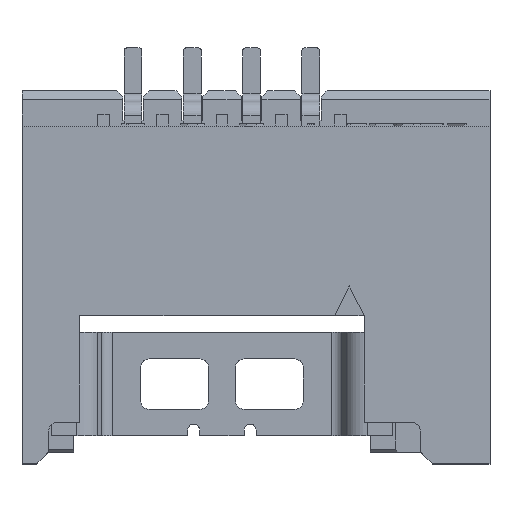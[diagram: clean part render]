
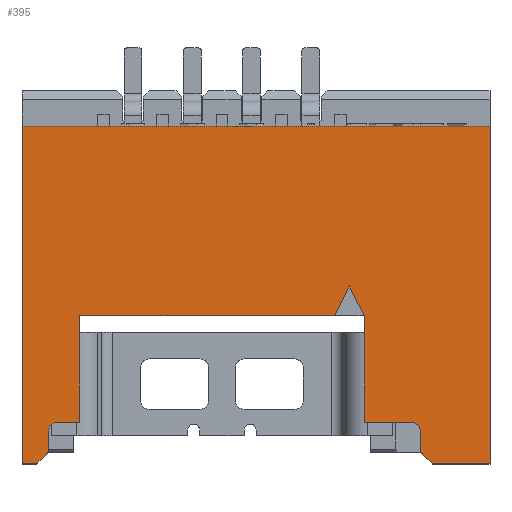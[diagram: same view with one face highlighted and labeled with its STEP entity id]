
A CAD part, top view. The second image highlights one B-rep face of the part: STEP entity #395.
In plain terms, the highlighted planar face has unit normal (0, 0, 1).
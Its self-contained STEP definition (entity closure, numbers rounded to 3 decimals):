
#250=CIRCLE('',#10189,0.3);
#251=CIRCLE('',#10190,0.3);
#395=ADVANCED_FACE('',(#1367),#891,.T.);
#891=PLANE('',#10191);
#1367=FACE_OUTER_BOUND('',#1894,.T.);
#1894=EDGE_LOOP('',(#3046,#3047,#3048,#3049,#3050,#3051,#3052,#3053,#3054,
#3055,#3056,#3057,#3058,#3059,#3060,#3061,#3062,#3063));
#3046=ORIENTED_EDGE('',*,*,#6569,.F.);
#3047=ORIENTED_EDGE('',*,*,#6570,.T.);
#3048=ORIENTED_EDGE('',*,*,#6571,.T.);
#3049=ORIENTED_EDGE('',*,*,#6572,.T.);
#3050=ORIENTED_EDGE('',*,*,#6573,.T.);
#3051=ORIENTED_EDGE('',*,*,#6574,.T.);
#3052=ORIENTED_EDGE('',*,*,#6575,.F.);
#3053=ORIENTED_EDGE('',*,*,#6576,.F.);
#3054=ORIENTED_EDGE('',*,*,#6291,.F.);
#3055=ORIENTED_EDGE('',*,*,#6577,.F.);
#3056=ORIENTED_EDGE('',*,*,#6568,.F.);
#3057=ORIENTED_EDGE('',*,*,#6578,.T.);
#3058=ORIENTED_EDGE('',*,*,#6579,.T.);
#3059=ORIENTED_EDGE('',*,*,#6580,.T.);
#3060=ORIENTED_EDGE('',*,*,#6581,.T.);
#3061=ORIENTED_EDGE('',*,*,#6582,.T.);
#3062=ORIENTED_EDGE('',*,*,#6583,.T.);
#3063=ORIENTED_EDGE('',*,*,#6584,.F.);
#5310=VERTEX_POINT('',#13656);
#5311=VERTEX_POINT('',#13658);
#5565=VERTEX_POINT('',#14284);
#5567=VERTEX_POINT('',#14288);
#5568=VERTEX_POINT('',#14292);
#5569=VERTEX_POINT('',#14293);
#5570=VERTEX_POINT('',#14295);
#5571=VERTEX_POINT('',#14297);
#5572=VERTEX_POINT('',#14299);
#5573=VERTEX_POINT('',#14301);
#5574=VERTEX_POINT('',#14303);
#5575=VERTEX_POINT('',#14305);
#5576=VERTEX_POINT('',#14309);
#5577=VERTEX_POINT('',#14311);
#5578=VERTEX_POINT('',#14313);
#5579=VERTEX_POINT('',#14315);
#5580=VERTEX_POINT('',#14317);
#5581=VERTEX_POINT('',#14319);
#6291=EDGE_CURVE('',#5310,#5311,#7661,.T.);
#6568=EDGE_CURVE('',#5567,#5565,#7931,.T.);
#6569=EDGE_CURVE('',#5568,#5569,#7932,.T.);
#6570=EDGE_CURVE('',#5568,#5570,#7933,.T.);
#6571=EDGE_CURVE('',#5570,#5571,#7934,.T.);
#6572=EDGE_CURVE('',#5571,#5572,#250,.T.);
#6573=EDGE_CURVE('',#5572,#5573,#7935,.T.);
#6574=EDGE_CURVE('',#5573,#5574,#7936,.T.);
#6575=EDGE_CURVE('',#5575,#5574,#7937,.T.);
#6576=EDGE_CURVE('',#5311,#5575,#7938,.T.);
#6577=EDGE_CURVE('',#5565,#5310,#7939,.T.);
#6578=EDGE_CURVE('',#5567,#5576,#7940,.T.);
#6579=EDGE_CURVE('',#5576,#5577,#7941,.T.);
#6580=EDGE_CURVE('',#5577,#5578,#251,.T.);
#6581=EDGE_CURVE('',#5578,#5579,#7942,.T.);
#6582=EDGE_CURVE('',#5579,#5580,#7943,.T.);
#6583=EDGE_CURVE('',#5580,#5581,#7944,.T.);
#6584=EDGE_CURVE('',#5569,#5581,#7945,.T.);
#7661=LINE('',#13657,#8956);
#7931=LINE('',#14289,#9226);
#7932=LINE('',#14291,#9227);
#7933=LINE('',#14294,#9228);
#7934=LINE('',#14296,#9229);
#7935=LINE('',#14300,#9230);
#7936=LINE('',#14302,#9231);
#7937=LINE('',#14304,#9232);
#7938=LINE('',#14306,#9233);
#7939=LINE('',#14307,#9234);
#7940=LINE('',#14308,#9235);
#7941=LINE('',#14310,#9236);
#7942=LINE('',#14314,#9237);
#7943=LINE('',#14316,#9238);
#7944=LINE('',#14318,#9239);
#7945=LINE('',#14320,#9240);
#8956=VECTOR('',#11073,1.);
#9226=VECTOR('',#11391,1.);
#9227=VECTOR('',#11394,1.);
#9228=VECTOR('',#11395,1.);
#9229=VECTOR('',#11396,1.);
#9230=VECTOR('',#11399,1.);
#9231=VECTOR('',#11400,1.);
#9232=VECTOR('',#11401,1.);
#9233=VECTOR('',#11402,1.);
#9234=VECTOR('',#11403,1.);
#9235=VECTOR('',#11404,1.);
#9236=VECTOR('',#11405,1.);
#9237=VECTOR('',#11408,1.);
#9238=VECTOR('',#11409,1.);
#9239=VECTOR('',#11410,1.);
#9240=VECTOR('',#11411,1.);
#10189=AXIS2_PLACEMENT_3D('',#14298,#11397,#11398);
#10190=AXIS2_PLACEMENT_3D('',#14312,#11406,#11407);
#10191=AXIS2_PLACEMENT_3D('',#14321,#11412,#11413);
#11073=DIRECTION('',(1.,0.,0.));
#11391=DIRECTION('',(-1.,0.,0.));
#11394=DIRECTION('',(-0.447,0.894,0.));
#11395=DIRECTION('',(0.,-1.,0.));
#11396=DIRECTION('',(1.,0.,0.));
#11397=DIRECTION('',(0.,0.,-1.));
#11398=DIRECTION('',(1.,0.,0.));
#11399=DIRECTION('',(0.,-1.,0.));
#11400=DIRECTION('',(0.707,-0.707,0.));
#11401=DIRECTION('',(-1.,0.,0.));
#11402=DIRECTION('',(0.,-1.,0.));
#11403=DIRECTION('',(0.,1.,0.));
#11404=DIRECTION('',(0.707,0.707,0.));
#11405=DIRECTION('',(0.,1.,0.));
#11406=DIRECTION('',(0.,0.,-1.));
#11407=DIRECTION('',(1.,0.,0.));
#11408=DIRECTION('',(1.,0.,0.));
#11409=DIRECTION('',(0.,1.,0.));
#11410=DIRECTION('',(1.,0.,0.));
#11411=DIRECTION('',(-0.447,-0.894,0.));
#11412=DIRECTION('',(0.,0.,1.));
#11413=DIRECTION('',(1.,0.,0.));
#13656=CARTESIAN_POINT('',(-5.4,0.2,-6.4));
#13657=CARTESIAN_POINT('',(5.875,0.2,-6.4));
#13658=CARTESIAN_POINT('',(10.4,0.2,-6.4));
#14284=CARTESIAN_POINT('',(-5.4,-11.2,-6.4));
#14288=CARTESIAN_POINT('',(-4.9,-11.2,-6.4));
#14289=CARTESIAN_POINT('',(-2.025,-11.2,-6.4));
#14291=CARTESIAN_POINT('',(5.85,-5.6,-6.4));
#14292=CARTESIAN_POINT('',(6.15,-6.2,-6.4));
#14293=CARTESIAN_POINT('',(5.65,-5.2,-6.4));
#14294=CARTESIAN_POINT('',(6.15,-8.,-6.4));
#14295=CARTESIAN_POINT('',(6.15,-9.8,-6.4));
#14296=CARTESIAN_POINT('',(4.7,-9.8,-6.4));
#14297=CARTESIAN_POINT('',(7.75,-9.8,-6.4));
#14298=CARTESIAN_POINT('',(7.75,-10.1,-6.4));
#14299=CARTESIAN_POINT('',(8.05,-10.1,-6.4));
#14300=CARTESIAN_POINT('',(8.05,-10.5,-6.4));
#14301=CARTESIAN_POINT('',(8.05,-10.8,-6.4));
#14302=CARTESIAN_POINT('',(1.713,-4.463,-6.4));
#14303=CARTESIAN_POINT('',(8.45,-11.2,-6.4));
#14304=CARTESIAN_POINT('',(-2.025,-11.2,-6.4));
#14305=CARTESIAN_POINT('',(10.4,-11.2,-6.4));
#14306=CARTESIAN_POINT('',(10.4,-0.3,-6.4));
#14307=CARTESIAN_POINT('',(-5.4,-0.3,-6.4));
#14308=CARTESIAN_POINT('',(5.938,-0.363,-6.4));
#14309=CARTESIAN_POINT('',(-4.5,-10.8,-6.4));
#14310=CARTESIAN_POINT('',(-4.5,-10.5,-6.4));
#14311=CARTESIAN_POINT('',(-4.5,-10.1,-6.4));
#14312=CARTESIAN_POINT('',(-4.2,-10.1,-6.4));
#14313=CARTESIAN_POINT('',(-4.2,-9.8,-6.4));
#14314=CARTESIAN_POINT('',(-1.575,-9.8,-6.4));
#14315=CARTESIAN_POINT('',(-3.45,-9.8,-6.4));
#14316=CARTESIAN_POINT('',(-3.45,-8.,-6.4));
#14317=CARTESIAN_POINT('',(-3.45,-6.2,-6.4));
#14318=CARTESIAN_POINT('',(-1.05,-6.2,-6.4));
#14319=CARTESIAN_POINT('',(5.15,-6.2,-6.4));
#14320=CARTESIAN_POINT('',(5.45,-5.6,-6.4));
#14321=CARTESIAN_POINT('',(5.875,-0.3,-6.4));
